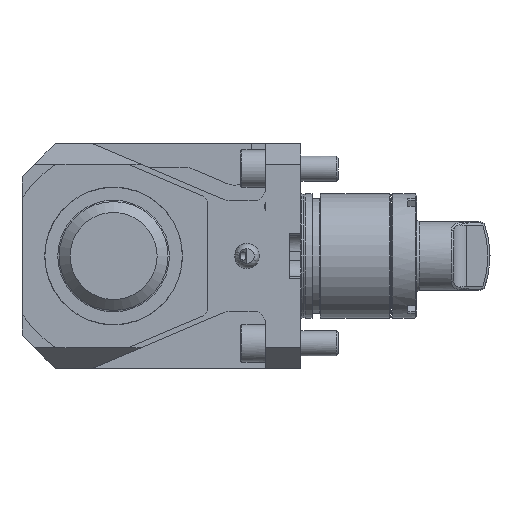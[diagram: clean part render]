
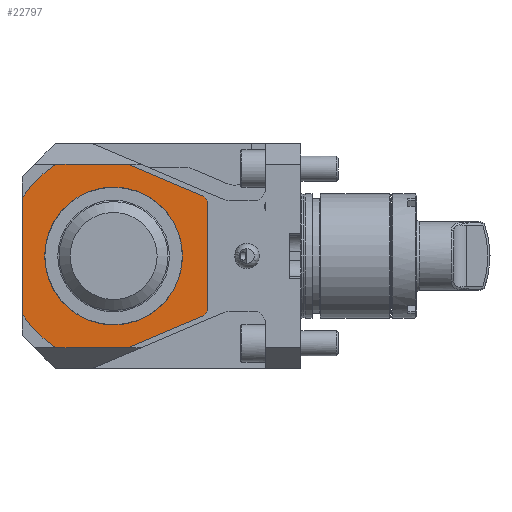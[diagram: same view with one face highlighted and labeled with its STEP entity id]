
A CAD part, left-side view. The second image highlights one B-rep face of the part: STEP entity #22797.
In plain terms, the highlighted planar face has unit normal (-1, 0, 0).
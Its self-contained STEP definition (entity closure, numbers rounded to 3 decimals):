
#773 = CARTESIAN_POINT ( 'NONE',  ( -77., 89.591, 28.63 ) ) ;
#1736 = DIRECTION ( 'NONE',  ( 1., 0., 0. ) ) ;
#1738 = DIRECTION ( 'NONE',  ( 1., 0., 0. ) ) ;
#1859 = DIRECTION ( 'NONE',  ( 1., 0., 0. ) ) ;
#1914 = EDGE_CURVE ( 'NONE', #15117, #35760, #8596, .T. ) ;
#2079 = DIRECTION ( 'NONE',  ( 0., 1., 0. ) ) ;
#2337 = CARTESIAN_POINT ( 'NONE',  ( -77., 125.8, 44. ) ) ;
#2926 = DIRECTION ( 'NONE',  ( 0., -0.921, -0.391 ) ) ;
#3109 = DIRECTION ( 'NONE',  ( 1., 0., 0. ) ) ;
#3561 = CARTESIAN_POINT ( 'NONE',  ( -77., 133., 0. ) ) ;
#3658 = CARTESIAN_POINT ( 'NONE',  ( -77., 167., 44. ) ) ;
#4225 = VERTEX_POINT ( 'NONE', #23686 ) ;
#4293 = DIRECTION ( 'NONE',  ( 0., -1., 0. ) ) ;
#4301 = CIRCLE ( 'NONE', #39978, 52. ) ;
#4737 = ORIENTED_EDGE ( 'NONE', *, *, #13353, .F. ) ;
#4744 = CARTESIAN_POINT ( 'NONE',  ( -77., 185., 0. ) ) ;
#4794 = ORIENTED_EDGE ( 'NONE', *, *, #30406, .F. ) ;
#6911 = ORIENTED_EDGE ( 'NONE', *, *, #31727, .F. ) ;
#7413 = VERTEX_POINT ( 'NONE', #19817 ) ;
#7704 = CARTESIAN_POINT ( 'NONE',  ( -77., 177., -34. ) ) ;
#8112 = EDGE_CURVE ( 'NONE', #4225, #32197, #30687, .T. ) ;
#8319 = LINE ( 'NONE', #14614, #20925 ) ;
#8402 = CIRCLE ( 'NONE', #38878, 52. ) ;
#8596 = LINE ( 'NONE', #11834, #18937 ) ;
#9848 = VECTOR ( 'NONE', #16825, 1000. ) ;
#10400 = EDGE_LOOP ( 'NONE', ( #34226 ) ) ;
#10486 = CARTESIAN_POINT ( 'NONE',  ( -77., 88., 27.955 ) ) ;
#10535 = LINE ( 'NONE', #7704, #9848 ) ;
#10887 = CARTESIAN_POINT ( 'NONE',  ( -77., 177., 27.713 ) ) ;
#11247 = DIRECTION ( 'NONE',  ( 1., 0., 0. ) ) ;
#11560 = ORIENTED_EDGE ( 'NONE', *, *, #27435, .F. ) ;
#11641 = CARTESIAN_POINT ( 'NONE',  ( -77., 133., 0. ) ) ;
#11834 = CARTESIAN_POINT ( 'NONE',  ( -77., 88., -27.955 ) ) ;
#11887 = AXIS2_PLACEMENT_3D ( 'NONE', #11641, #11247, #14094 ) ;
#12188 = CARTESIAN_POINT ( 'NONE',  ( -77., 133., 0. ) ) ;
#13098 = AXIS2_PLACEMENT_3D ( 'NONE', #12188, #3109, #15454 ) ;
#13353 = EDGE_CURVE ( 'NONE', #35760, #28851, #8319, .T. ) ;
#13439 = DIRECTION ( 'NONE',  ( 0., 0., 1. ) ) ;
#13592 = CARTESIAN_POINT ( 'NONE',  ( -77., 89.591, -28.63 ) ) ;
#13851 = AXIS2_PLACEMENT_3D ( 'NONE', #34003, #1736, #13439 ) ;
#14057 = DIRECTION ( 'NONE',  ( 0., -1., 0. ) ) ;
#14094 = DIRECTION ( 'NONE',  ( 0., -1., 0. ) ) ;
#14198 = CARTESIAN_POINT ( 'NONE',  ( -77., 160.713, -44. ) ) ;
#14393 = EDGE_CURVE ( 'NONE', #7413, #7413, #31360, .T. ) ;
#14614 = CARTESIAN_POINT ( 'NONE',  ( -77., 125.8, -44. ) ) ;
#14854 = VECTOR ( 'NONE', #2926, 1000. ) ;
#15117 = VERTEX_POINT ( 'NONE', #13592 ) ;
#15318 = CARTESIAN_POINT ( 'NONE',  ( -77., 88., 26.058 ) ) ;
#15454 = DIRECTION ( 'NONE',  ( 0., -1., 0. ) ) ;
#16028 = DIRECTION ( 'NONE',  ( 0., -1., 0. ) ) ;
#16402 = DIRECTION ( 'NONE',  ( 0., 0., -1. ) ) ;
#16825 = DIRECTION ( 'NONE',  ( 0., 0., 1. ) ) ;
#18937 = VECTOR ( 'NONE', #30933, 1000. ) ;
#19387 = ORIENTED_EDGE ( 'NONE', *, *, #34118, .F. ) ;
#19392 = ORIENTED_EDGE ( 'NONE', *, *, #8112, .F. ) ;
#19817 = CARTESIAN_POINT ( 'NONE',  ( -77., 133., 33.1 ) ) ;
#20161 = EDGE_CURVE ( 'NONE', #31055, #15117, #31346, .T. ) ;
#20236 = CARTESIAN_POINT ( 'NONE',  ( -77., 177., -27.713 ) ) ;
#20332 = CARTESIAN_POINT ( 'NONE',  ( -77., 160.713, 44. ) ) ;
#20925 = VECTOR ( 'NONE', #2079, 1000. ) ;
#22488 = LINE ( 'NONE', #10486, #29548 ) ;
#22797 = ADVANCED_FACE ( 'Defeature completata1_526', ( #32530, #23824 ), #36187, .F. ) ;
#23686 = CARTESIAN_POINT ( 'NONE',  ( -77., 125.8, 44. ) ) ;
#23824 = FACE_BOUND ( 'NONE', #10400, .T. ) ;
#24156 = ORIENTED_EDGE ( 'NONE', *, *, #1914, .F. ) ;
#24220 = VERTEX_POINT ( 'NONE', #10887 ) ;
#25141 = EDGE_CURVE ( 'NONE', #24220, #39147, #4301, .T. ) ;
#26052 = VERTEX_POINT ( 'NONE', #15318 ) ;
#27435 = EDGE_CURVE ( 'NONE', #26052, #31055, #22488, .T. ) ;
#27810 = ORIENTED_EDGE ( 'NONE', *, *, #20161, .F. ) ;
#28851 = VERTEX_POINT ( 'NONE', #14198 ) ;
#29548 = VECTOR ( 'NONE', #16402, 1000. ) ;
#30406 = EDGE_CURVE ( 'NONE', #39147, #4225, #31429, .T. ) ;
#30687 = LINE ( 'NONE', #2337, #14854 ) ;
#30933 = DIRECTION ( 'NONE',  ( 0., 0.921, -0.391 ) ) ;
#31055 = VERTEX_POINT ( 'NONE', #37757 ) ;
#31346 = CIRCLE ( 'NONE', #11887, 52. ) ;
#31360 = CIRCLE ( 'NONE', #13851, 33.1 ) ;
#31429 = LINE ( 'NONE', #3658, #38883 ) ;
#31727 = EDGE_CURVE ( 'NONE', #32197, #26052, #8402, .T. ) ;
#32197 = VERTEX_POINT ( 'NONE', #773 ) ;
#32205 = ORIENTED_EDGE ( 'NONE', *, *, #34095, .F. ) ;
#32442 = EDGE_LOOP ( 'NONE', ( #19387, #32205, #4737, #24156, #27810, #11560, #6911, #19392, #4794, #32619 ) ) ;
#32530 = FACE_OUTER_BOUND ( 'NONE', #32442, .T. ) ;
#32619 = ORIENTED_EDGE ( 'NONE', *, *, #25141, .F. ) ;
#33460 = CARTESIAN_POINT ( 'NONE',  ( -77., 125.8, -44. ) ) ;
#34003 = CARTESIAN_POINT ( 'NONE',  ( -77., 133., 0. ) ) ;
#34095 = EDGE_CURVE ( 'NONE', #28851, #39971, #39021, .T. ) ;
#34118 = EDGE_CURVE ( 'NONE', #39971, #24220, #10535, .T. ) ;
#34226 = ORIENTED_EDGE ( 'NONE', *, *, #14393, .T. ) ;
#35509 = DIRECTION ( 'NONE',  ( 1., 0., 0. ) ) ;
#35760 = VERTEX_POINT ( 'NONE', #33460 ) ;
#36129 = DIRECTION ( 'NONE',  ( 0., -1., 0. ) ) ;
#36187 = PLANE ( 'NONE',  #38566 ) ;
#36309 = CARTESIAN_POINT ( 'NONE',  ( -77., 133., 0. ) ) ;
#37757 = CARTESIAN_POINT ( 'NONE',  ( -77., 88., -26.058 ) ) ;
#38566 = AXIS2_PLACEMENT_3D ( 'NONE', #4744, #1738, #14057 ) ;
#38878 = AXIS2_PLACEMENT_3D ( 'NONE', #3561, #35509, #4293 ) ;
#38883 = VECTOR ( 'NONE', #16028, 1000. ) ;
#39021 = CIRCLE ( 'NONE', #13098, 52. ) ;
#39147 = VERTEX_POINT ( 'NONE', #20332 ) ;
#39971 = VERTEX_POINT ( 'NONE', #20236 ) ;
#39978 = AXIS2_PLACEMENT_3D ( 'NONE', #36309, #1859, #36129 ) ;
